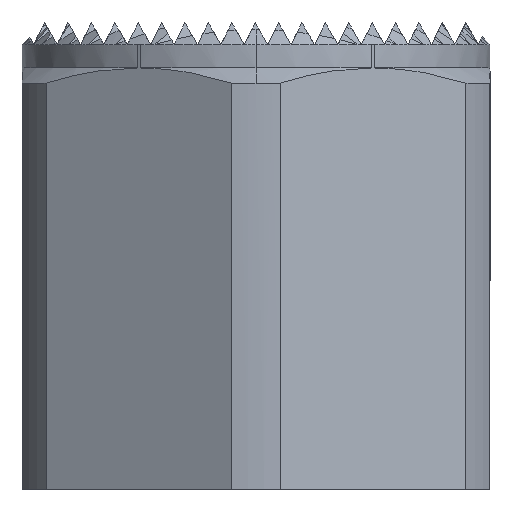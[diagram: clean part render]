
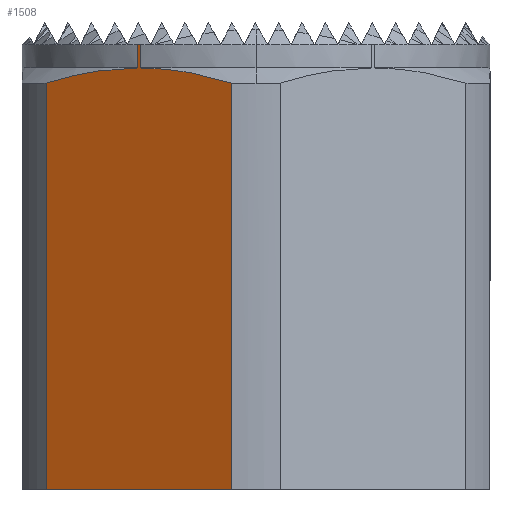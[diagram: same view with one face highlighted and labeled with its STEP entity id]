
A CAD part, front view. The second image highlights one B-rep face of the part: STEP entity #1508.
In plain terms, the highlighted planar face has unit normal (-0.5, -0.866, 0).
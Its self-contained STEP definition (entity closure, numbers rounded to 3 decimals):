
#1508=ADVANCED_FACE('',(#4447),#4448,.T.);
#4447=FACE_OUTER_BOUND('',#8815,.T.);
#4448=PLANE('',#8816);
#8815=EDGE_LOOP('',(#13265,#13266,#13267,#13268,#13269,#13270,#13271,#13272));
#8816=AXIS2_PLACEMENT_3D('',#13273,#13274,#13275);
#13265=ORIENTED_EDGE('',*,*,#23762,.F.);
#13266=ORIENTED_EDGE('',*,*,#23767,.F.);
#13267=ORIENTED_EDGE('',*,*,#23757,.F.);
#13268=ORIENTED_EDGE('',*,*,#23734,.T.);
#13269=ORIENTED_EDGE('',*,*,#23768,.F.);
#13270=ORIENTED_EDGE('',*,*,#23769,.F.);
#13271=ORIENTED_EDGE('',*,*,#23770,.F.);
#13272=ORIENTED_EDGE('',*,*,#23771,.T.);
#13273=CARTESIAN_POINT('',(0.,-17.32,0.));
#13274=DIRECTION('',(-0.5,-0.866,0.));
#13275=DIRECTION('',(0.,0.0,1.0));
#23734=EDGE_CURVE('',#27593,#27591,#27594,.T.);
#23757=EDGE_CURVE('',#27593,#27632,#27633,.T.);
#23762=EDGE_CURVE('',#27640,#27641,#27642,.T.);
#23767=EDGE_CURVE('',#27632,#27640,#27649,.T.);
#23768=EDGE_CURVE('',#27650,#27591,#27651,.T.);
#23769=EDGE_CURVE('',#27652,#27650,#27653,.T.);
#23770=EDGE_CURVE('',#27654,#27652,#27655,.T.);
#23771=EDGE_CURVE('',#27654,#27641,#27656,.T.);
#27591=VERTEX_POINT('',#32392);
#27593=VERTEX_POINT('',#32394);
#27594=(B_SPLINE_CURVE(2,(#32396,#32397,#32398),.UNSPECIFIED.,.F.,.F.)B_SPLINE_CURVE_WITH_KNOTS((3,3),(0.0,8.702),.UNSPECIFIED.)RATIONAL_B_SPLINE_CURVE((1.0,1.037,1.0))BOUNDED_CURVE()REPRESENTATION_ITEM('')GEOMETRIC_REPRESENTATION_ITEM()CURVE());
#27632=VERTEX_POINT('',#32450);
#27633=LINE('',#32451,#32452);
#27640=VERTEX_POINT('',#32460);
#27641=VERTEX_POINT('',#32461);
#27642=LINE('',#32462,#32463);
#27649=LINE('',#32471,#32472);
#27650=VERTEX_POINT('',#32473);
#27651=LINE('',#32474,#32475);
#27652=VERTEX_POINT('',#32476);
#27653=(B_SPLINE_CURVE(2,(#32478,#32479,#32480),.UNSPECIFIED.,.F.,.F.)B_SPLINE_CURVE_WITH_KNOTS((3,3),(0.0,0.23),.UNSPECIFIED.)RATIONAL_B_SPLINE_CURVE((1.0,1.,1.0))BOUNDED_CURVE()REPRESENTATION_ITEM('')GEOMETRIC_REPRESENTATION_ITEM()CURVE());
#27654=VERTEX_POINT('',#32487);
#27655=LINE('',#32488,#32489);
#27656=(B_SPLINE_CURVE(2,(#32491,#32492,#32493),.UNSPECIFIED.,.F.,.F.)B_SPLINE_CURVE_WITH_KNOTS((3,3),(0.0,8.702),.UNSPECIFIED.)RATIONAL_B_SPLINE_CURVE((1.0,1.037,1.0))BOUNDED_CURVE()REPRESENTATION_ITEM('')GEOMETRIC_REPRESENTATION_ITEM()CURVE());
#32392=CARTESIAN_POINT('',(-7.4,-13.047,27.0));
#32394=CARTESIAN_POINT('',(-1.546,-16.427,26.03));
#32396=CARTESIAN_POINT('',(0.,-17.32,25.5));
#32397=CARTESIAN_POINT('',(-3.966,-15.03,26.98));
#32398=CARTESIAN_POINT('',(-7.4,-13.047,27.0));
#32450=CARTESIAN_POINT('',(-1.546,-16.427,0.0));
#32451=CARTESIAN_POINT('',(-1.546,-16.427,14.25));
#32452=VECTOR('',#41735,1.0);
#32460=CARTESIAN_POINT('',(-13.454,-9.553,0.0));
#32461=CARTESIAN_POINT('',(-13.454,-9.553,26.03));
#32462=CARTESIAN_POINT('',(-13.454,-9.553,14.25));
#32463=VECTOR('',#41743,1.0);
#32471=CARTESIAN_POINT('',(-1.875,-16.238,0.));
#32472=VECTOR('',#41751,1.0);
#32473=CARTESIAN_POINT('',(-7.4,-13.047,28.5));
#32474=CARTESIAN_POINT('',(-7.4,-13.047,27.75));
#32475=VECTOR('',#41752,1.0);
#32476=CARTESIAN_POINT('',(-7.599,-12.933,28.5));
#32478=CARTESIAN_POINT('',(-7.599,-12.933,28.5));
#32479=CARTESIAN_POINT('',(-7.5,-12.99,28.501));
#32480=CARTESIAN_POINT('',(-7.4,-13.047,28.5));
#32487=CARTESIAN_POINT('',(-7.599,-12.933,27.0));
#32488=CARTESIAN_POINT('',(-7.599,-12.933,27.75));
#32489=VECTOR('',#41753,1.0);
#32491=CARTESIAN_POINT('',(-7.599,-12.933,27.0));
#32492=CARTESIAN_POINT('',(-11.034,-10.95,26.98));
#32493=CARTESIAN_POINT('',(-15.,-8.66,25.5));
#41735=DIRECTION('',(-0.0,-0.0,-1.0));
#41743=DIRECTION('',(0.0,0.0,1.0));
#41751=DIRECTION('',(-0.866,0.5,0.));
#41752=DIRECTION('',(0.,0.,-1.0));
#41753=DIRECTION('',(0.,0.,1.0));
